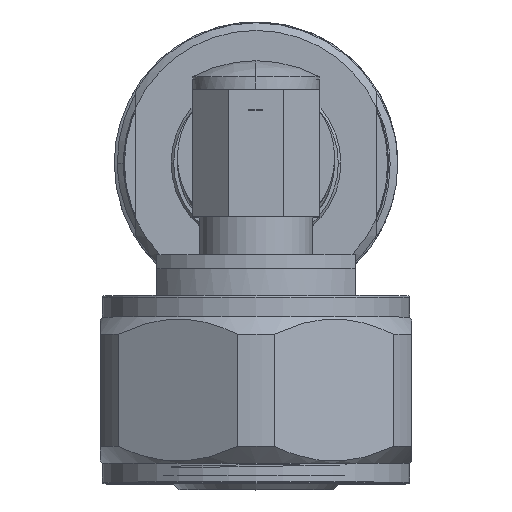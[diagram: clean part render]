
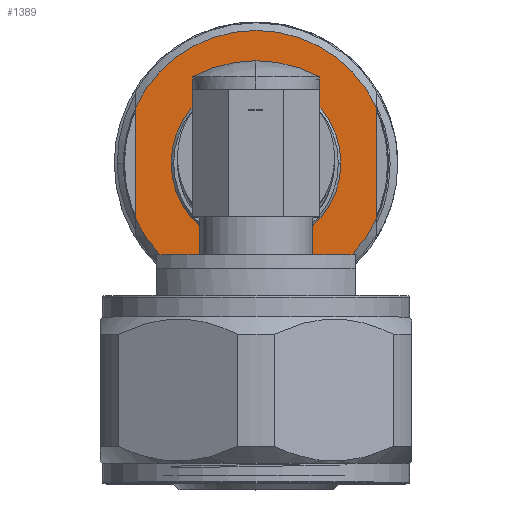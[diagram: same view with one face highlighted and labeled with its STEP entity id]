
A CAD part, top view. The second image highlights one B-rep face of the part: STEP entity #1389.
In plain terms, the highlighted face is planar.
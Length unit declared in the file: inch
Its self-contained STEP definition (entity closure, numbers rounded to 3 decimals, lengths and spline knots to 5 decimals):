
#424 = DIRECTION ( 'NONE',  ( 1., 0., 0. ) ) ;
#927 = CARTESIAN_POINT ( 'NONE',  ( 0.76846, 0., 0. ) ) ;
#1336 = DIRECTION ( 'NONE',  ( 1., 0., 0. ) ) ;
#1371 = AXIS2_PLACEMENT_3D ( 'NONE', #3155, #1336, #3240 ) ;
#1389 = ADVANCED_FACE ( 'NONE', ( #3503, #2616 ), #5105, .T. ) ;
#2051 = CARTESIAN_POINT ( 'NONE',  ( 0.76846, -0.15437, -0.33465 ) ) ;
#2075 = ORIENTED_EDGE ( 'NONE', *, *, #12167, .F. ) ;
#2328 = ORIENTED_EDGE ( 'NONE', *, *, #7627, .T. ) ;
#2358 = ORIENTED_EDGE ( 'NONE', *, *, #11163, .T. ) ;
#2590 = CARTESIAN_POINT ( 'NONE',  ( 0.76846, 0., 0. ) ) ;
#2616 = FACE_OUTER_BOUND ( 'NONE', #8886, .T. ) ;
#3155 = CARTESIAN_POINT ( 'NONE',  ( 0.76846, 0., 0. ) ) ;
#3240 = DIRECTION ( 'NONE',  ( 0., 0., -1. ) ) ;
#3289 = VERTEX_POINT ( 'NONE', #2051 ) ;
#3312 = EDGE_CURVE ( 'NONE', #7353, #10314, #7291, .T. ) ;
#3448 = CARTESIAN_POINT ( 'NONE',  ( 0.76846, 0.15437, -0.33465 ) ) ;
#3503 = FACE_BOUND ( 'NONE', #9703, .T. ) ;
#3924 = DIRECTION ( 'NONE',  ( 0., 1., 0. ) ) ;
#4186 = ORIENTED_EDGE ( 'NONE', *, *, #8896, .T. ) ;
#4352 = DIRECTION ( 'NONE',  ( 1., 0., 0. ) ) ;
#4396 = DIRECTION ( 'NONE',  ( 1., 0., 0. ) ) ;
#4477 = VERTEX_POINT ( 'NONE', #5178 ) ;
#4737 = VECTOR ( 'NONE', #3924, 39.37008 ) ;
#4928 = EDGE_CURVE ( 'NONE', #4477, #11886, #11138, .T. ) ;
#5095 = AXIS2_PLACEMENT_3D ( 'NONE', #927, #8652, #11419 ) ;
#5105 = PLANE ( 'NONE',  #5326 ) ;
#5178 = CARTESIAN_POINT ( 'NONE',  ( 0.76846, 0., 0.23577 ) ) ;
#5257 = CARTESIAN_POINT ( 'NONE',  ( 0.76846, 0., 0. ) ) ;
#5326 = AXIS2_PLACEMENT_3D ( 'NONE', #7846, #424, #7001 ) ;
#6174 = ORIENTED_EDGE ( 'NONE', *, *, #4928, .F. ) ;
#6534 = AXIS2_PLACEMENT_3D ( 'NONE', #2590, #4352, #7104 ) ;
#7001 = DIRECTION ( 'NONE',  ( 0., 0., -1. ) ) ;
#7104 = DIRECTION ( 'NONE',  ( 0., 0., -1. ) ) ;
#7242 = LINE ( 'NONE', #7684, #4737 ) ;
#7291 = LINE ( 'NONE', #10493, #9499 ) ;
#7353 = VERTEX_POINT ( 'NONE', #11889 ) ;
#7361 = CIRCLE ( 'NONE', #1371, 0.36854 ) ;
#7627 = EDGE_CURVE ( 'NONE', #3289, #11978, #7242, .T. ) ;
#7684 = CARTESIAN_POINT ( 'NONE',  ( 0.76846, 0.36854, -0.33465 ) ) ;
#7846 = CARTESIAN_POINT ( 'NONE',  ( 0.76846, 0.36854, 0. ) ) ;
#8652 = DIRECTION ( 'NONE',  ( 1., 0., 0. ) ) ;
#8886 = EDGE_LOOP ( 'NONE', ( #4186, #2328, #2358, #11879 ) ) ;
#8896 = EDGE_CURVE ( 'NONE', #10314, #3289, #7361, .T. ) ;
#9499 = VECTOR ( 'NONE', #10411, 39.37008 ) ;
#9703 = EDGE_LOOP ( 'NONE', ( #2075, #6174 ) ) ;
#10314 = VERTEX_POINT ( 'NONE', #10569 ) ;
#10411 = DIRECTION ( 'NONE',  ( 0., -1., 0. ) ) ;
#10493 = CARTESIAN_POINT ( 'NONE',  ( 0.76846, 0.36854, 0.33465 ) ) ;
#10569 = CARTESIAN_POINT ( 'NONE',  ( 0.76846, -0.15437, 0.33465 ) ) ;
#11138 = CIRCLE ( 'NONE', #6534, 0.23577 ) ;
#11163 = EDGE_CURVE ( 'NONE', #11978, #7353, #11352, .T. ) ;
#11352 = CIRCLE ( 'NONE', #11600, 0.36854 ) ;
#11419 = DIRECTION ( 'NONE',  ( 0., 0., -1. ) ) ;
#11600 = AXIS2_PLACEMENT_3D ( 'NONE', #5257, #4396, #11896 ) ;
#11879 = ORIENTED_EDGE ( 'NONE', *, *, #3312, .T. ) ;
#11886 = VERTEX_POINT ( 'NONE', #12134 ) ;
#11889 = CARTESIAN_POINT ( 'NONE',  ( 0.76846, 0.15437, 0.33465 ) ) ;
#11896 = DIRECTION ( 'NONE',  ( 0., 0., -1. ) ) ;
#11978 = VERTEX_POINT ( 'NONE', #3448 ) ;
#12134 = CARTESIAN_POINT ( 'NONE',  ( 0.76846, 0., -0.23577 ) ) ;
#12167 = EDGE_CURVE ( 'NONE', #11886, #4477, #12232, .T. ) ;
#12232 = CIRCLE ( 'NONE', #5095, 0.23577 ) ;
